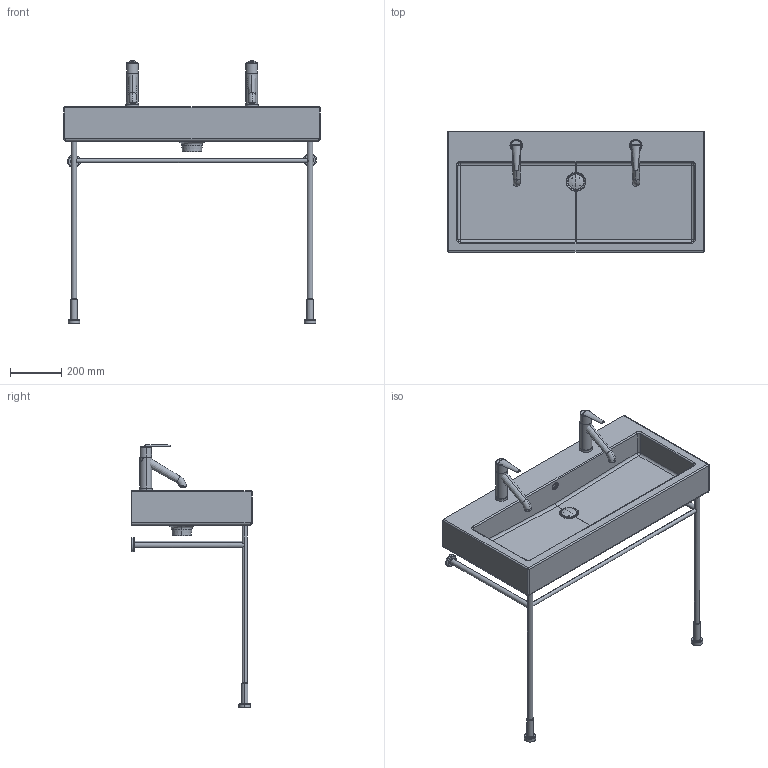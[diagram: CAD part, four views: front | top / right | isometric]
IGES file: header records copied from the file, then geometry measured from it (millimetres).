
Global section: file name: No Iges File Name specified; native system: AutoDesk Inventor R11.0; preprocessor: AutoDesk Inventor Iges Exporter R11.0; author: No Author specified; organization: No Organization specified; date: 20081118.230428; units: millimetre
Bounding box: 1000 x 470 x 1024.34 mm (x, y, z)
Volume: 25339043.9 mm3; surface area: 2058966.8 mm2
Topology: 12 solids, 12 shells, 262 faces, 603 edges, 366 vertices
Faces by surface type: cylinder 67, plane 65, revolution 40, torus 36, bspline 32, cone 20, sphere 2
